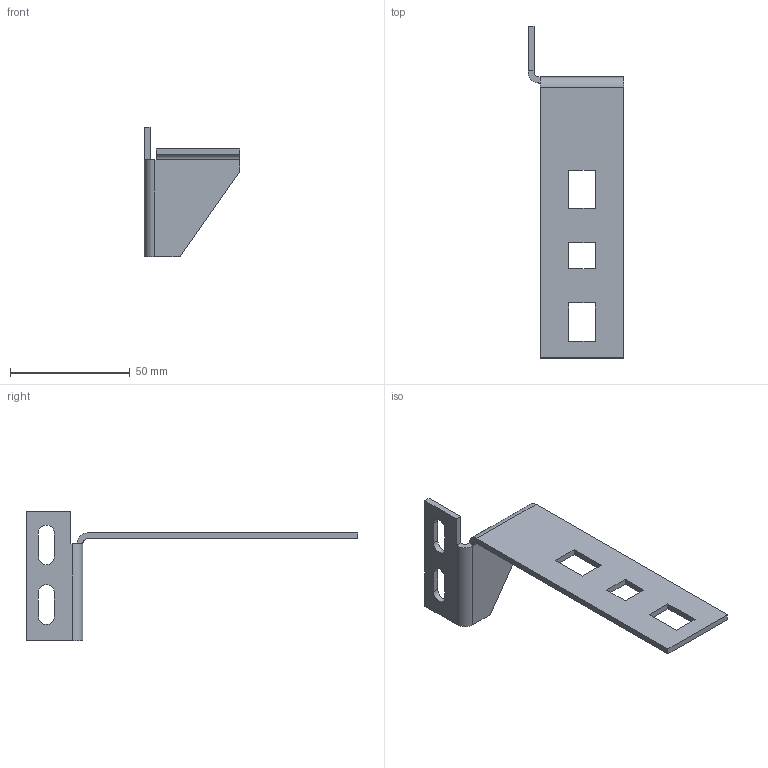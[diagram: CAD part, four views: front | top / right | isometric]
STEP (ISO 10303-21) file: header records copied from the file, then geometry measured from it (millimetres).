
FILE_DESCRIPTION(('STEP AP214'),'1');
FILE_NAME('cctmp_613AB701-B0D7-4370-AEE6-764AB4F4F9D5_2023_03_29_08_47_20_0028..stp','2023-03-29T06:47:20',('SIEMENS A&D'),('CADClick - www.CADClick.com'),'Spatial InterOp 3D postprocessed',' ','unknown authorization');
FILE_SCHEMA(('AUTOMOTIVE_DESIGN'));
Length unit declared in the file: millimetre
Products named in the file (1): 2023_03_29_08_47_20_0024
Bounding box: 40 x 138.75 x 54 mm (x, y, z)
Volume: 14228 mm3; surface area: 13083.1 mm2
Topology: 1 solids, 1 shells, 39 faces, 109 edges, 72 vertices
Faces by surface type: plane 31, cylinder 8
Entity records: 1405 total; most frequent: CARTESIAN_POINT 221, ORIENTED_EDGE 218, DIRECTION 205, EDGE_CURVE 109, LINE 93, VECTOR 93, VERTEX_POINT 72, AXIS2_PLACEMENT_3D 56
